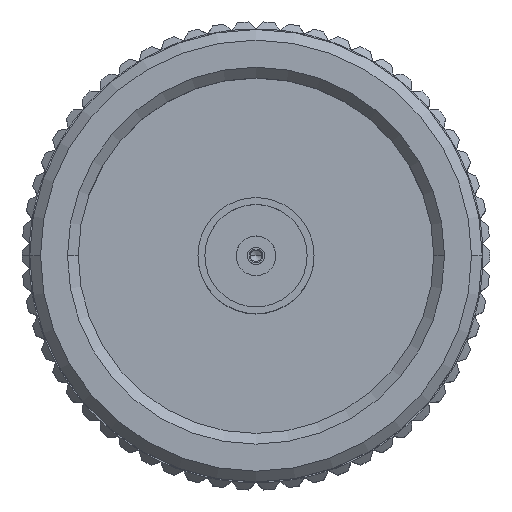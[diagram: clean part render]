
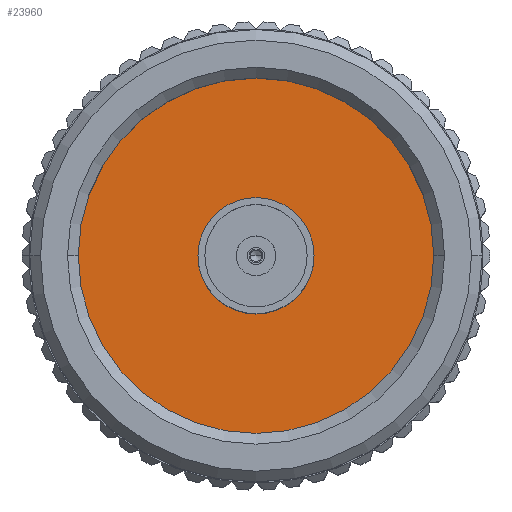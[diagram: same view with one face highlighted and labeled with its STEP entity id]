
A CAD part, top view. The second image highlights one B-rep face of the part: STEP entity #23960.
In plain terms, the highlighted planar face has unit normal (0, 0, 1).
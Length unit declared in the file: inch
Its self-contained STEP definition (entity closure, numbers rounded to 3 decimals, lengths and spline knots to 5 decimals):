
#117 = VERTEX_POINT ( 'NONE', #14853 ) ;
#427 = EDGE_CURVE ( 'NONE', #24107, #1075, #12225, .T. ) ;
#1075 = VERTEX_POINT ( 'NONE', #13411 ) ;
#1755 = DIRECTION ( 'NONE',  ( 0., 0., 1. ) ) ;
#2831 = AXIS2_PLACEMENT_3D ( 'NONE', #20023, #13048, #12427 ) ;
#3396 = FACE_BOUND ( 'NONE', #14270, .T. ) ;
#3859 = DIRECTION ( 'NONE',  ( 0., 0., 1. ) ) ;
#4105 = AXIS2_PLACEMENT_3D ( 'NONE', #14218, #28730, #30965 ) ;
#5213 = ORIENTED_EDGE ( 'NONE', *, *, #5816, .F. ) ;
#5816 = EDGE_CURVE ( 'NONE', #117, #17231, #22348, .T. ) ;
#6187 = CARTESIAN_POINT ( 'NONE',  ( 0.60835, 0.6498, 1.21932 ) ) ;
#6632 = DIRECTION ( 'NONE',  ( 1., 0., 0. ) ) ;
#7738 = AXIS2_PLACEMENT_3D ( 'NONE', #20211, #18440, #6632 ) ;
#8708 = PLANE ( 'NONE',  #22902 ) ;
#11048 = ORIENTED_EDGE ( 'NONE', *, *, #13937, .T. ) ;
#12225 = CIRCLE ( 'NONE', #7738, 0.34646 ) ;
#12299 = CARTESIAN_POINT ( 'NONE',  ( 0.2619, 0.6498, 1.21932 ) ) ;
#12427 = DIRECTION ( 'NONE',  ( 1., 0., 0. ) ) ;
#12814 = CIRCLE ( 'NONE', #2831, 0.34646 ) ;
#12944 = CARTESIAN_POINT ( 'NONE',  ( 0.50186, 0.6498, 1.21932 ) ) ;
#13048 = DIRECTION ( 'NONE',  ( 0., 0., 1. ) ) ;
#13410 = DIRECTION ( 'NONE',  ( 1., 0., 0. ) ) ;
#13411 = CARTESIAN_POINT ( 'NONE',  ( 0.95481, 0.6498, 1.21932 ) ) ;
#13937 = EDGE_CURVE ( 'NONE', #1075, #24107, #12814, .T. ) ;
#14218 = CARTESIAN_POINT ( 'NONE',  ( 0.60835, 0.6498, 1.21932 ) ) ;
#14270 = EDGE_LOOP ( 'NONE', ( #17840, #5213 ) ) ;
#14853 = CARTESIAN_POINT ( 'NONE',  ( 0.71485, 0.6498, 1.21932 ) ) ;
#16030 = DIRECTION ( 'NONE',  ( 1., 0., 0. ) ) ;
#16159 = CIRCLE ( 'NONE', #4105, 0.1065 ) ;
#16711 = EDGE_LOOP ( 'NONE', ( #24677, #11048 ) ) ;
#17231 = VERTEX_POINT ( 'NONE', #12944 ) ;
#17840 = ORIENTED_EDGE ( 'NONE', *, *, #28530, .F. ) ;
#18440 = DIRECTION ( 'NONE',  ( 0., 0., 1. ) ) ;
#20023 = CARTESIAN_POINT ( 'NONE',  ( 0.60835, 0.6498, 1.21932 ) ) ;
#20211 = CARTESIAN_POINT ( 'NONE',  ( 0.60835, 0.6498, 1.21932 ) ) ;
#20797 = CARTESIAN_POINT ( 'NONE',  ( 0.60835, 0.6498, 1.21932 ) ) ;
#22348 = CIRCLE ( 'NONE', #25354, 0.1065 ) ;
#22902 = AXIS2_PLACEMENT_3D ( 'NONE', #6187, #3859, #13410 ) ;
#23960 = ADVANCED_FACE ( 'NONE', ( #24978, #3396 ), #8708, .T. ) ;
#24107 = VERTEX_POINT ( 'NONE', #12299 ) ;
#24677 = ORIENTED_EDGE ( 'NONE', *, *, #427, .T. ) ;
#24978 = FACE_OUTER_BOUND ( 'NONE', #16711, .T. ) ;
#25354 = AXIS2_PLACEMENT_3D ( 'NONE', #20797, #1755, #16030 ) ;
#28530 = EDGE_CURVE ( 'NONE', #17231, #117, #16159, .T. ) ;
#28730 = DIRECTION ( 'NONE',  ( 0., 0., 1. ) ) ;
#30965 = DIRECTION ( 'NONE',  ( 1., 0., 0. ) ) ;
